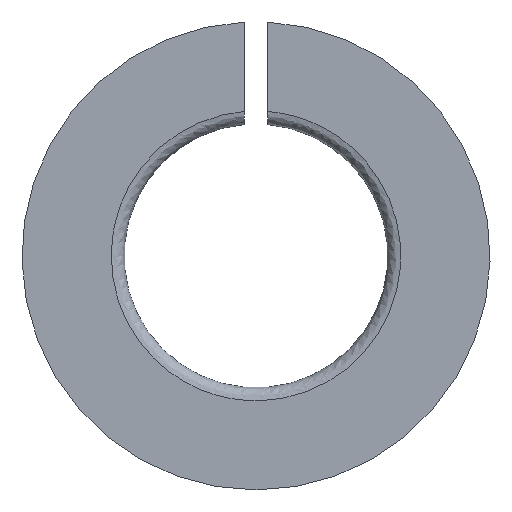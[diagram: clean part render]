
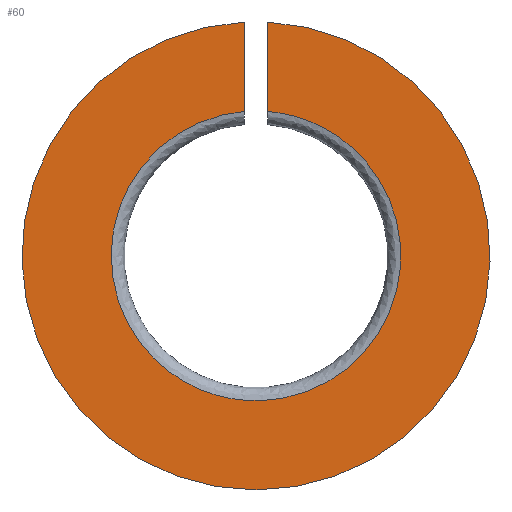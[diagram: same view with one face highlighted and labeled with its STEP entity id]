
A CAD part, left-side view. The second image highlights one B-rep face of the part: STEP entity #60.
In plain terms, the highlighted planar face has unit normal (-1, 0, 0).
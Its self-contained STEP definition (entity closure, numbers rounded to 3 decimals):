
#18 = CARTESIAN_POINT ( 'NONE',  ( -1.8, -0.45, 9.039 ) ) ;
#38 = DIRECTION ( 'NONE',  ( 0., 0., -1. ) ) ;
#44 = CARTESIAN_POINT ( 'NONE',  ( -1.8, 10.358, -5.6 ) ) ;
#51 = VERTEX_POINT ( 'NONE', #66 ) ;
#52 = CARTESIAN_POINT ( 'NONE',  ( -1.8, 0.45, 0. ) ) ;
#60 = ADVANCED_FACE ( 'NONE', ( #229 ), #296, .F. ) ;
#66 = CARTESIAN_POINT ( 'NONE',  ( -1.8, -0.45, 5.582 ) ) ;
#69 = ORIENTED_EDGE ( 'NONE', *, *, #295, .F. ) ;
#73 = VECTOR ( 'NONE', #279, 1000. ) ;
#79 = AXIS2_PLACEMENT_3D ( 'NONE', #172, #271, #38 ) ;
#81 = CARTESIAN_POINT ( 'NONE',  ( -1.8, 0., 0. ) ) ;
#99 = VERTEX_POINT ( 'NONE', #196 ) ;
#101 = LINE ( 'NONE', #52, #263 ) ;
#102 = VERTEX_POINT ( 'NONE', #169 ) ;
#103 = CARTESIAN_POINT ( 'NONE',  ( -1.8, -0.45, 0. ) ) ;
#108 = ORIENTED_EDGE ( 'NONE', *, *, #175, .F. ) ;
#127 = EDGE_CURVE ( 'NONE', #99, #51, #260, .T. ) ;
#146 = LINE ( 'NONE', #103, #73 ) ;
#153 = VERTEX_POINT ( 'NONE', #18 ) ;
#169 = CARTESIAN_POINT ( 'NONE',  ( -1.8, 0.45, 9.039 ) ) ;
#172 = CARTESIAN_POINT ( 'NONE',  ( -1.8, 9.05, 0. ) ) ;
#175 = EDGE_CURVE ( 'NONE', #51, #153, #146, .T. ) ;
#177 = EDGE_LOOP ( 'NONE', ( #69, #108, #199, #274 ) ) ;
#196 = CARTESIAN_POINT ( 'NONE',  ( -1.8, 0.45, 5.582 ) ) ;
#199 = ORIENTED_EDGE ( 'NONE', *, *, #127, .F. ) ;
#201 = CARTESIAN_POINT ( 'NONE',  ( -1.8, 10.774, 4.75 ) ) ;
#202 = CARTESIAN_POINT ( 'NONE',  ( -1.8, -10.774, 4.75 ) ) ;
#227 = AXIS2_PLACEMENT_3D ( 'NONE', #81, #313, #261 ) ;
#228 = CARTESIAN_POINT ( 'NONE',  ( -1.8, -0.45, 5.582 ) ) ;
#229 = FACE_OUTER_BOUND ( 'NONE', #177, .T. ) ;
#242 = EDGE_CURVE ( 'NONE', #102, #99, #101, .T. ) ;
#260 =( BOUNDED_CURVE ( )  B_SPLINE_CURVE ( 3, ( #331, #201, #44, #332, #326, #202, #228 ),
 .UNSPECIFIED., .F., .T. ) 
 B_SPLINE_CURVE_WITH_KNOTS ( ( 4, 3, 4 ),
 ( 0., 0.5, 1. ),
 .UNSPECIFIED. ) 
 CURVE ( )  GEOMETRIC_REPRESENTATION_ITEM ( )  RATIONAL_B_SPLINE_CURVE ( ( 1., 0.36, 0.36, 1., 0.36, 0.36, 1. ) ) 
 REPRESENTATION_ITEM ( '' )  );
#261 = DIRECTION ( 'NONE',  ( 0., 0., 1. ) ) ;
#263 = VECTOR ( 'NONE', #340, 1000. ) ;
#271 = DIRECTION ( 'NONE',  ( 1., 0., 0. ) ) ;
#274 = ORIENTED_EDGE ( 'NONE', *, *, #242, .F. ) ;
#279 = DIRECTION ( 'NONE',  ( 0., 0., 1. ) ) ;
#295 = EDGE_CURVE ( 'NONE', #153, #102, #303, .T. ) ;
#296 = PLANE ( 'NONE',  #79 ) ;
#303 = CIRCLE ( 'NONE', #227, 9.05 ) ;
#313 = DIRECTION ( 'NONE',  ( 1., 0., 0. ) ) ;
#326 = CARTESIAN_POINT ( 'NONE',  ( -1.8, -10.358, -5.6 ) ) ;
#331 = CARTESIAN_POINT ( 'NONE',  ( -1.8, 0.45, 5.582 ) ) ;
#332 = CARTESIAN_POINT ( 'NONE',  ( -1.8, 0., -5.6 ) ) ;
#340 = DIRECTION ( 'NONE',  ( 0., 0., -1. ) ) ;
